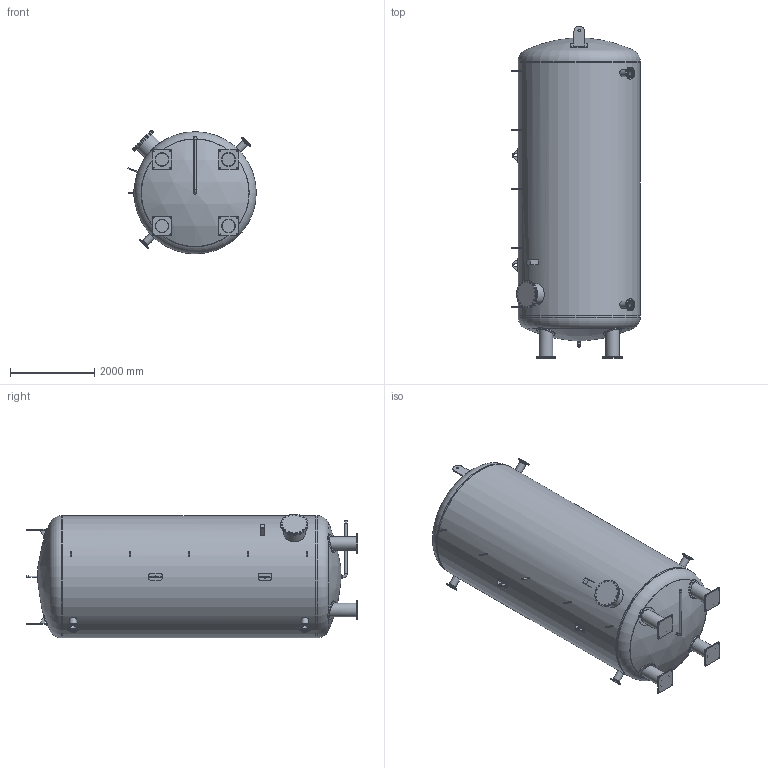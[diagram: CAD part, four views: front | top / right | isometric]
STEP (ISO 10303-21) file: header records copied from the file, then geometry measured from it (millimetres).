
FILE_DESCRIPTION(/* description */ (''),/* implementation_level */ '2;1');
FILE_NAME(/* name */ 'Ø2900_44_3_200_RF_WZ2.stp',/* time_stamp */ '2020-07-07T12:57:30+02:00',/* author */ ('ch'),/* organization */ ('DEHOUST GmbH Heidenau'),/* preprocessor_version */ 'ST-DEVELOPER v17.2',/* originating_system */ 'Autodesk Inventor 2019',/* authorisation */ '');
FILE_SCHEMA (('AUTOMOTIVE_DESIGN { 1 0 10303 214 3 1 1 }'));
Length unit declared in the file: millimetre
Products named in the file (28): 814789; Klöpper_Gew_PL2019-11; Klöpper_Gew_PL2019-09; Zyl_Ø2900_6x6000_2019; TÖB_Puffer_PL2019-05; Fuß_Puffer_PL2019-16; Dom DN500_1092-1-01_PN6_6x370_2019; DIN EN 10220-1 - 508 x 6,3 - 370; Flansch DN500 DIN2573; Blindflansch DN500 DIN2527; DN150_Ø2900_180°_Iso200_ mB_2015; DIN EN 10220-1 - 168,3 x 4,5 - 1300; DIN 2633 schweißhalsflansch Typ C Serie 1 (ISO) - PN 16 150 x 168.
3; DIN 2605 90 Grad Schenkelrohrtyp 3 168.3 - 4.5S; TÖM Ø2900 mV; Muffe Thermo Iso200; DIN EN 10220-1 - 26,9 x 2,6 - 250; ISO 4145 Fassung M2 1/2; Iso200_Ø3200_47_Alu; Entlüftung 1 Iso200_2019; DIN EN 10220-1 - 33,7 x 3,2 - 230; ISO 4145 Fassung M2 1; Schildbrücke Pu-Iso200; Entleerung 2_ mB_1200; DIN EN 10220-1 - 60,3 x 4 - 50; DIN EN 10220-1 - 60,3 x 4 - 1200; DIN 2605 90 Grad Schenkelrohrtyp 3 60.3 - 2S; ISO 4144 Fassung S2 2
Assembly tree (39 placements, depth 3):
  814789
    Klöpper_Gew_PL2019-11
    Klöpper_Gew_PL2019-09
    Zyl_Ø2900_6x6000_2019
    TÖB_Puffer_PL2019-05  x2
    Fuß_Puffer_PL2019-16  x4
    Dom DN500_1092-1-01_PN6_6x370_2019
      DIN EN 10220-1 - 508 x 6,3 - 370
      Flansch DN500 DIN2573
      Blindflansch DN500 DIN2527
    DN150_Ø2900_180°_Iso200_ mB_2015  x4
      DIN EN 10220-1 - 168,3 x 4,5 - 1300
      DIN 2633 schweißhalsflansch Typ C Serie 1 (ISO) - PN 16 150 x 168.
3
      DIN 2605 90 Grad Schenkelrohrtyp 3 168.3 - 4.5S
    TÖM Ø2900 mV  x2
    Muffe Thermo Iso200  x5
      DIN EN 10220-1 - 26,9 x 2,6 - 250
      ISO 4145 Fassung M2 1/2
    Iso200_Ø3200_47_Alu
    Entlüftung 1 Iso200_2019
      DIN EN 10220-1 - 33,7 x 3,2 - 230
      ISO 4145 Fassung M2 1
    Schildbrücke Pu-Iso200
    Entleerung 2_ mB_1200
      DIN EN 10220-1 - 60,3 x 4 - 50
      DIN EN 10220-1 - 60,3 x 4 - 1200
      DIN 2605 90 Grad Schenkelrohrtyp 3 60.3 - 2S
      ISO 4144 Fassung S2 2
Bounding box: 3051.99 x 7874.42 x 2937.4 mm (x, y, z)
Volume: 736557958.8 mm3; surface area: 165122811 mm2
Topology: 58 solids, 58 shells, 449 faces, 1067 edges, 744 vertices
Faces by surface type: cylinder 225, plane 178, torus 22, sphere 20, cone 4
Full cylindrical faces by diameter (mm): 5 x2, 5.8 x4, 18.631 x5, 21.7 x5, 22 x72, 24 x16, 26.4 x5, 26.9 x10, 27.3 x1, 30.291 x1, 33.7 x1, 39.5 x1, 52.3 x2, 56.656 x1, 60 x2, 60.3 x4, 68 x1, 159.3 x8, 168.3 x12, 212 x4, 285 x4, 307.9 x4, 323.9 x4, 450 x4, 495.4 x1, 508 x3, 645 x2, 2879.4 x1, 2885 x1, 2888 x1
Entity records: 10243 total; most frequent: CARTESIAN_POINT 2952, DIRECTION 1415, ORIENTED_EDGE 1172, AXIS2_PLACEMENT_3D 593, EDGE_CURVE 586, EDGE_LOOP 411, VERTEX_POINT 407, CIRCLE 289
